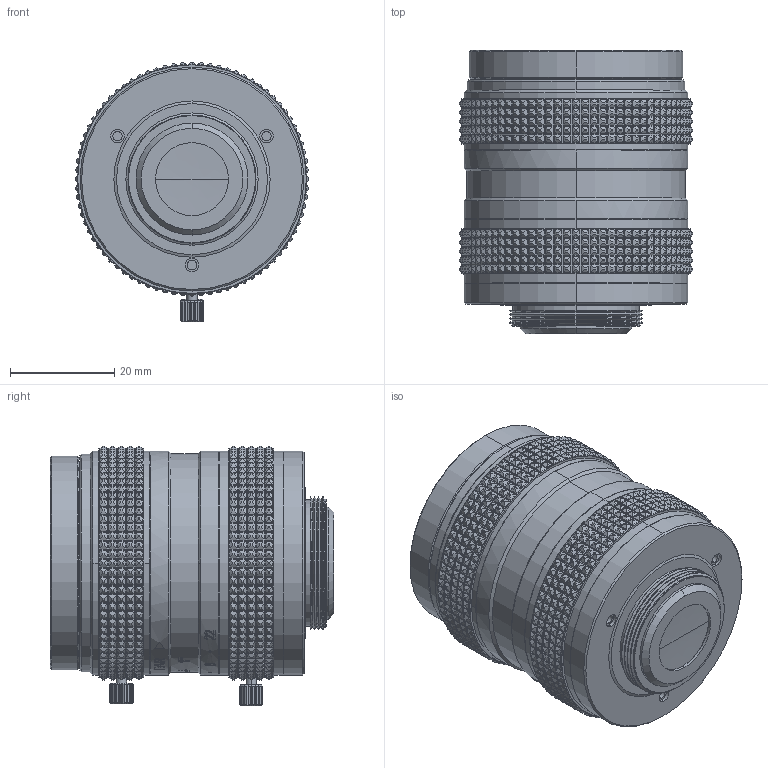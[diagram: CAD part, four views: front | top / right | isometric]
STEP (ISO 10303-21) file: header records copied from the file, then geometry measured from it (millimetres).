
FILE_DESCRIPTION (( 'STEP AP203' ), '1' );
FILE_NAME ('600031.STEP', '2021-08-06T03:46:42', ( '' ), ( '' ), 'SwSTEP 2.0', 'SolidWorks 2020', '' );
FILE_SCHEMA (( 'CONFIG_CONTROL_DESIGN' ));
Products named in the file (1): 600031
Bounding box: 44.9 x 54.44 x 49.85 mm (x, y, z)
Volume: 66724.9 mm3; surface area: 19113 mm2
Topology: 3 solids, 6 shells, 8044 faces, 18292 edges, 11112 vertices
Faces by surface type: plane 5092, cone 1686, cylinder 1037, bspline 229
Entity records: 238685 total; most frequent: CARTESIAN_POINT 63853, ORIENTED_EDGE 36572, DIRECTION 34845, EDGE_CURVE 18286, AXIS2_PLACEMENT_3D 13075, VERTEX_POINT 11112, EDGE_LOOP 8906, VECTOR 8695
